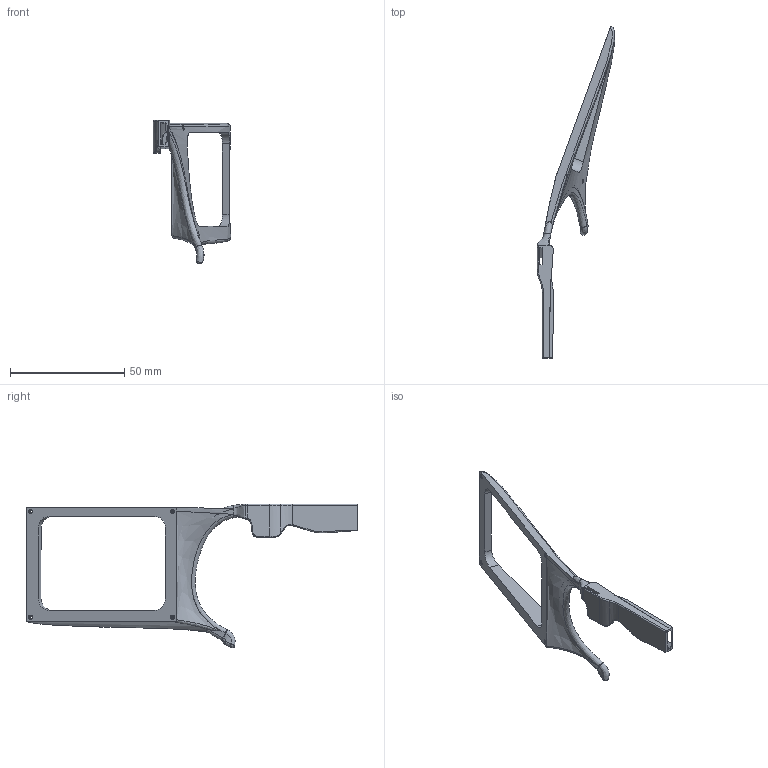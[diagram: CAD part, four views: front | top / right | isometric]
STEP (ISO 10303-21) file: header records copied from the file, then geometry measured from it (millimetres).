
FILE_DESCRIPTION(/* description */ (''),/* implementation_level */ '2;1');
FILE_NAME(/* name */ 'FOCEars-glasses-clip-pcb-mount.step',/* time_stamp */ '2025-07-20T02:39:28+02:00',/* author */ (''),/* organization */ (''),/* preprocessor_version */ 'ST-DEVELOPER v20.1',/* originating_system */ 'Autodesk Translation Framework v14.10.0.0',/* authorisation */ '');
FILE_SCHEMA (('AUTOMOTIVE_DESIGN { 1 0 10303 214 3 1 1 }'));
Length unit declared in the file: millimetre
Products named in the file (1): glasses clip
Bounding box: 33.87 x 144.98 x 62.62 mm (x, y, z)
Volume: 10495.2 mm3; surface area: 9637.6 mm2
Topology: 2 solids, 2 shells, 277 faces, 779 edges, 496 vertices
Faces by surface type: cylinder 131, bspline 111, plane 32, torus 3
Full cylindrical faces by diameter (mm): 1.623 x24, 2.074 x18
Entity records: 25880 total; most frequent: CARTESIAN_POINT 20153, ORIENTED_EDGE 1546, EDGE_CURVE 773, DIRECTION 600, B_SPLINE_CURVE_WITH_KNOTS 551, VERTEX_POINT 496, EDGE_LOOP 287, FACE_OUTER_BOUND 277
